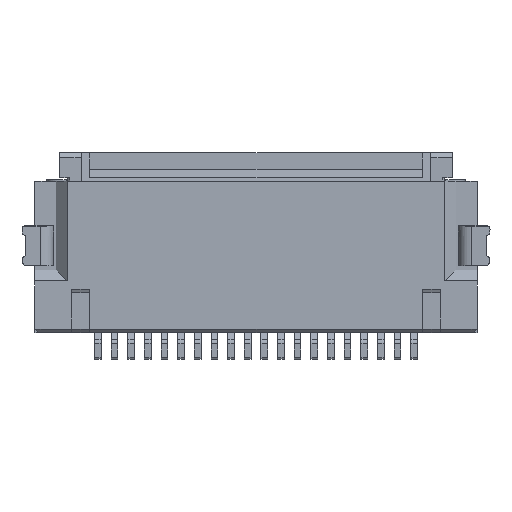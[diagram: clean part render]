
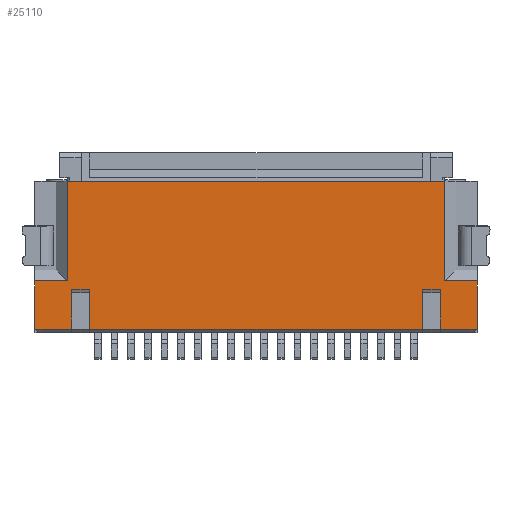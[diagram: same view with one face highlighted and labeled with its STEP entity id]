
A CAD part, front view. The second image highlights one B-rep face of the part: STEP entity #25110.
In plain terms, the highlighted planar face has unit normal (0, -1, 0).
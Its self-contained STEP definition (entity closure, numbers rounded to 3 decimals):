
#138 = VECTOR ( 'NONE', #5962, 1000. ) ;
#455 = CARTESIAN_POINT ( 'NONE',  ( 5.67, -2., 1.55 ) ) ;
#889 = LINE ( 'NONE', #28932, #24158 ) ;
#937 = CARTESIAN_POINT ( 'NONE',  ( 5., -2., 0.1 ) ) ;
#1049 = CARTESIAN_POINT ( 'NONE',  ( 5.67, -2., 1.384 ) ) ;
#1748 = VECTOR ( 'NONE', #28455, 1000. ) ;
#1976 = CARTESIAN_POINT ( 'NONE',  ( 5.54, -2., 1.3 ) ) ;
#2234 = ORIENTED_EDGE ( 'NONE', *, *, #25154, .T. ) ;
#2527 = ORIENTED_EDGE ( 'NONE', *, *, #27556, .F. ) ;
#2645 = CARTESIAN_POINT ( 'NONE',  ( -5.54, -2., 0.1 ) ) ;
#2795 = CARTESIAN_POINT ( 'NONE',  ( 6.64, -2., 1.55 ) ) ;
#3188 = LINE ( 'NONE', #17745, #9899 ) ;
#3585 = VERTEX_POINT ( 'NONE', #16613 ) ;
#3838 = EDGE_CURVE ( 'NONE', #4196, #13857, #25151, .T. ) ;
#4160 = LINE ( 'NONE', #937, #27338 ) ;
#4196 = VERTEX_POINT ( 'NONE', #6987 ) ;
#4331 = DIRECTION ( 'NONE',  ( 0., 0., 1. ) ) ;
#4522 = EDGE_CURVE ( 'NONE', #18623, #14011, #24084, .T. ) ;
#4842 = EDGE_CURVE ( 'NONE', #18623, #13857, #14910, .T. ) ;
#4860 = LINE ( 'NONE', #455, #11543 ) ;
#5156 = DIRECTION ( 'NONE',  ( -1., 0., 0. ) ) ;
#5479 = CARTESIAN_POINT ( 'NONE',  ( 5.54, -2., 0.1 ) ) ;
#5486 = CARTESIAN_POINT ( 'NONE',  ( 5., -2., 1.3 ) ) ;
#5494 = ORIENTED_EDGE ( 'NONE', *, *, #14781, .F. ) ;
#5961 = EDGE_CURVE ( 'NONE', #13537, #22207, #16206, .T. ) ;
#5962 = DIRECTION ( 'NONE',  ( -1., 0., 0. ) ) ;
#6841 = EDGE_CURVE ( 'NONE', #8328, #24977, #13778, .T. ) ;
#6987 = CARTESIAN_POINT ( 'NONE',  ( 5., -2., 0.1 ) ) ;
#7279 = CARTESIAN_POINT ( 'NONE',  ( -5.54, -2., 0.1 ) ) ;
#7472 = VERTEX_POINT ( 'NONE', #1976 ) ;
#7733 = DIRECTION ( 'NONE',  ( 1., 0., 0. ) ) ;
#7803 = VECTOR ( 'NONE', #12145, 1000. ) ;
#8328 = VERTEX_POINT ( 'NONE', #2795 ) ;
#8490 = ORIENTED_EDGE ( 'NONE', *, *, #4522, .F. ) ;
#8811 = DIRECTION ( 'NONE',  ( 0., 0., -1. ) ) ;
#9171 = LINE ( 'NONE', #14991, #1748 ) ;
#9641 = VECTOR ( 'NONE', #22618, 1000. ) ;
#9822 = CARTESIAN_POINT ( 'NONE',  ( 5.27, -2., 4.55 ) ) ;
#9899 = VECTOR ( 'NONE', #4331, 1000. ) ;
#10766 = CARTESIAN_POINT ( 'NONE',  ( 5.67, -2., 4.55 ) ) ;
#10949 = VECTOR ( 'NONE', #23187, 1000. ) ;
#11039 = ORIENTED_EDGE ( 'NONE', *, *, #5961, .T. ) ;
#11111 = CARTESIAN_POINT ( 'NONE',  ( -5.67, -2., 4.55 ) ) ;
#11468 = EDGE_CURVE ( 'NONE', #7472, #15088, #13488, .T. ) ;
#11543 = VECTOR ( 'NONE', #16187, 1000. ) ;
#11641 = CARTESIAN_POINT ( 'NONE',  ( -5., -2., 1.3 ) ) ;
#11785 = CARTESIAN_POINT ( 'NONE',  ( 5., -2., 0.1 ) ) ;
#11917 = VERTEX_POINT ( 'NONE', #16526 ) ;
#12110 = PLANE ( 'NONE',  #29142 ) ;
#12130 = ORIENTED_EDGE ( 'NONE', *, *, #4842, .T. ) ;
#12145 = DIRECTION ( 'NONE',  ( 0., 0., -1. ) ) ;
#12530 = CARTESIAN_POINT ( 'NONE',  ( 5.27, -2., 1.3 ) ) ;
#12798 = VECTOR ( 'NONE', #16741, 1000. ) ;
#13283 = ORIENTED_EDGE ( 'NONE', *, *, #18213, .T. ) ;
#13488 = LINE ( 'NONE', #14503, #12798 ) ;
#13537 = VERTEX_POINT ( 'NONE', #24355 ) ;
#13769 = CARTESIAN_POINT ( 'NONE',  ( -5.67, -2., 1.55 ) ) ;
#13778 = LINE ( 'NONE', #20561, #7803 ) ;
#13857 = VERTEX_POINT ( 'NONE', #16441 ) ;
#13954 = DIRECTION ( 'NONE',  ( -1., 0., 0. ) ) ;
#14011 = VERTEX_POINT ( 'NONE', #17109 ) ;
#14068 = CARTESIAN_POINT ( 'NONE',  ( -6.64, -2., 0.1 ) ) ;
#14351 = DIRECTION ( 'NONE',  ( 0., 0., 1. ) ) ;
#14503 = CARTESIAN_POINT ( 'NONE',  ( 5.27, -2., 1.3 ) ) ;
#14577 = VECTOR ( 'NONE', #7733, 1000. ) ;
#14747 = VECTOR ( 'NONE', #20730, 1000. ) ;
#14781 = EDGE_CURVE ( 'NONE', #15710, #27868, #3188, .T. ) ;
#14802 = ORIENTED_EDGE ( 'NONE', *, *, #3838, .F. ) ;
#14910 = LINE ( 'NONE', #28687, #9641 ) ;
#14991 = CARTESIAN_POINT ( 'NONE',  ( -5.54, -2., 0.1 ) ) ;
#15088 = VERTEX_POINT ( 'NONE', #5486 ) ;
#15246 = EDGE_CURVE ( 'NONE', #14011, #26984, #9171, .T. ) ;
#15285 = LINE ( 'NONE', #5479, #14577 ) ;
#15710 = VERTEX_POINT ( 'NONE', #19054 ) ;
#16150 = EDGE_CURVE ( 'NONE', #15710, #13537, #23524, .T. ) ;
#16187 = DIRECTION ( 'NONE',  ( 1., 0., 0. ) ) ;
#16206 = LINE ( 'NONE', #20098, #28172 ) ;
#16251 = FACE_OUTER_BOUND ( 'NONE', #19539, .T. ) ;
#16441 = CARTESIAN_POINT ( 'NONE',  ( -5., -2., 0.1 ) ) ;
#16526 = CARTESIAN_POINT ( 'NONE',  ( 5.67, -2., 1.55 ) ) ;
#16613 = CARTESIAN_POINT ( 'NONE',  ( 5.54, -2., 0.1 ) ) ;
#16741 = DIRECTION ( 'NONE',  ( -1., 0., 0. ) ) ;
#17109 = CARTESIAN_POINT ( 'NONE',  ( -5.54, -2., 1.3 ) ) ;
#17745 = CARTESIAN_POINT ( 'NONE',  ( -5.67, -2., 1.384 ) ) ;
#18213 = EDGE_CURVE ( 'NONE', #3585, #24977, #15285, .T. ) ;
#18541 = ORIENTED_EDGE ( 'NONE', *, *, #15246, .F. ) ;
#18623 = VERTEX_POINT ( 'NONE', #11641 ) ;
#18737 = CARTESIAN_POINT ( 'NONE',  ( 5.27, -2., 1.3 ) ) ;
#18922 = DIRECTION ( 'NONE',  ( 0., 0., -1. ) ) ;
#19027 = DIRECTION ( 'NONE',  ( 0., 0., 1. ) ) ;
#19054 = CARTESIAN_POINT ( 'NONE',  ( -5.67, -2., 1.55 ) ) ;
#19411 = VECTOR ( 'NONE', #19027, 1000. ) ;
#19539 = EDGE_LOOP ( 'NONE', ( #8490, #12130, #14802, #22450, #20759, #24646, #13283, #27987, #2527, #2234, #20240, #5494, #22004, #11039, #28119, #18541 ) ) ;
#20098 = CARTESIAN_POINT ( 'NONE',  ( -6.64, -2., 1.3 ) ) ;
#20134 = LINE ( 'NONE', #1049, #19411 ) ;
#20240 = ORIENTED_EDGE ( 'NONE', *, *, #21031, .T. ) ;
#20561 = CARTESIAN_POINT ( 'NONE',  ( 6.64, -2., 1.3 ) ) ;
#20730 = DIRECTION ( 'NONE',  ( -1., 0., 0. ) ) ;
#20759 = ORIENTED_EDGE ( 'NONE', *, *, #11468, .F. ) ;
#20922 = DIRECTION ( 'NONE',  ( 0., 0., -1. ) ) ;
#21031 = EDGE_CURVE ( 'NONE', #28995, #27868, #28123, .T. ) ;
#21384 = VECTOR ( 'NONE', #13954, 1000. ) ;
#22004 = ORIENTED_EDGE ( 'NONE', *, *, #16150, .T. ) ;
#22193 = EDGE_CURVE ( 'NONE', #26984, #22207, #26713, .T. ) ;
#22207 = VERTEX_POINT ( 'NONE', #14068 ) ;
#22450 = ORIENTED_EDGE ( 'NONE', *, *, #27580, .F. ) ;
#22618 = DIRECTION ( 'NONE',  ( 0., 0., -1. ) ) ;
#23187 = DIRECTION ( 'NONE',  ( -1., 0., 0. ) ) ;
#23524 = LINE ( 'NONE', #13769, #21384 ) ;
#23697 = EDGE_CURVE ( 'NONE', #7472, #3585, #889, .T. ) ;
#24084 = LINE ( 'NONE', #12530, #138 ) ;
#24158 = VECTOR ( 'NONE', #8811, 1000. ) ;
#24355 = CARTESIAN_POINT ( 'NONE',  ( -6.64, -2., 1.55 ) ) ;
#24646 = ORIENTED_EDGE ( 'NONE', *, *, #23697, .T. ) ;
#24977 = VERTEX_POINT ( 'NONE', #25066 ) ;
#25066 = CARTESIAN_POINT ( 'NONE',  ( 6.64, -2., 0.1 ) ) ;
#25110 = ADVANCED_FACE ( 'NONE', ( #16251 ), #12110, .F. ) ;
#25151 = LINE ( 'NONE', #11785, #25863 ) ;
#25154 = EDGE_CURVE ( 'NONE', #11917, #28995, #20134, .T. ) ;
#25863 = VECTOR ( 'NONE', #5156, 1000. ) ;
#26713 = LINE ( 'NONE', #7279, #14747 ) ;
#26984 = VERTEX_POINT ( 'NONE', #2645 ) ;
#27338 = VECTOR ( 'NONE', #18922, 1000. ) ;
#27556 = EDGE_CURVE ( 'NONE', #11917, #8328, #4860, .T. ) ;
#27580 = EDGE_CURVE ( 'NONE', #15088, #4196, #4160, .T. ) ;
#27796 = DIRECTION ( 'NONE',  ( 0., 1., 0. ) ) ;
#27868 = VERTEX_POINT ( 'NONE', #11111 ) ;
#27987 = ORIENTED_EDGE ( 'NONE', *, *, #6841, .F. ) ;
#28119 = ORIENTED_EDGE ( 'NONE', *, *, #22193, .F. ) ;
#28123 = LINE ( 'NONE', #9822, #10949 ) ;
#28172 = VECTOR ( 'NONE', #20922, 1000. ) ;
#28455 = DIRECTION ( 'NONE',  ( 0., 0., -1. ) ) ;
#28687 = CARTESIAN_POINT ( 'NONE',  ( -5., -2., 0.1 ) ) ;
#28932 = CARTESIAN_POINT ( 'NONE',  ( 5.54, -2., 0.1 ) ) ;
#28995 = VERTEX_POINT ( 'NONE', #10766 ) ;
#29142 = AXIS2_PLACEMENT_3D ( 'NONE', #18737, #27796, #14351 ) ;
